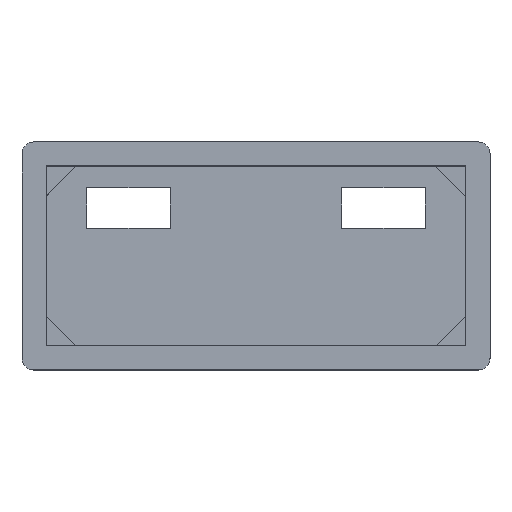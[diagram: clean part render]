
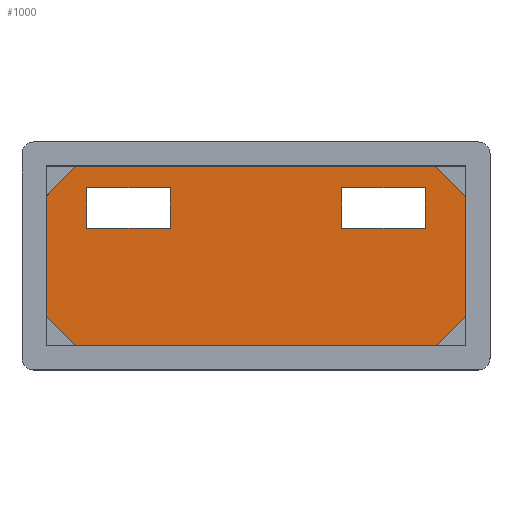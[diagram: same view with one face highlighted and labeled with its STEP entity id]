
A CAD part, top view. The second image highlights one B-rep face of the part: STEP entity #1000.
In plain terms, the highlighted planar face has unit normal (0, 0, 1).
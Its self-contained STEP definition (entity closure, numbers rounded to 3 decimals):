
#26=FACE_BOUND('',#172,.T.);
#27=FACE_BOUND('',#173,.T.);
#46=PLANE('',#1101);
#109=FACE_OUTER_BOUND('',#171,.T.);
#171=EDGE_LOOP('',(#838,#839,#840,#841));
#172=EDGE_LOOP('',(#842,#843,#844,#845));
#173=EDGE_LOOP('',(#846,#847,#848,#849));
#239=LINE('',#1557,#351);
#242=LINE('',#1562,#354);
#248=LINE('',#1583,#360);
#251=LINE('',#1588,#363);
#252=LINE('',#1591,#364);
#254=LINE('',#1594,#366);
#255=LINE('',#1597,#367);
#257=LINE('',#1600,#369);
#258=LINE('',#1604,#370);
#259=LINE('',#1606,#371);
#260=LINE('',#1608,#372);
#261=LINE('',#1609,#373);
#351=VECTOR('',#1279,10.);
#354=VECTOR('',#1284,10.);
#360=VECTOR('',#1308,10.);
#363=VECTOR('',#1313,10.);
#364=VECTOR('',#1316,10.);
#366=VECTOR('',#1320,10.);
#367=VECTOR('',#1323,10.);
#369=VECTOR('',#1327,10.);
#370=VECTOR('',#1330,10.);
#371=VECTOR('',#1331,10.);
#372=VECTOR('',#1332,10.);
#373=VECTOR('',#1333,10.);
#478=VERTEX_POINT('',#1554);
#479=VERTEX_POINT('',#1556);
#480=VERTEX_POINT('',#1560);
#485=VERTEX_POINT('',#1580);
#486=VERTEX_POINT('',#1582);
#487=VERTEX_POINT('',#1586);
#488=VERTEX_POINT('',#1590);
#489=VERTEX_POINT('',#1596);
#490=VERTEX_POINT('',#1602);
#491=VERTEX_POINT('',#1603);
#492=VERTEX_POINT('',#1605);
#493=VERTEX_POINT('',#1607);
#591=EDGE_CURVE('',#479,#478,#239,.T.);
#594=EDGE_CURVE('',#478,#480,#242,.T.);
#604=EDGE_CURVE('',#486,#485,#248,.T.);
#607=EDGE_CURVE('',#485,#487,#251,.T.);
#608=EDGE_CURVE('',#488,#486,#252,.T.);
#610=EDGE_CURVE('',#487,#488,#254,.T.);
#611=EDGE_CURVE('',#489,#479,#255,.T.);
#613=EDGE_CURVE('',#480,#489,#257,.T.);
#614=EDGE_CURVE('',#490,#491,#258,.T.);
#615=EDGE_CURVE('',#492,#490,#259,.T.);
#616=EDGE_CURVE('',#493,#492,#260,.T.);
#617=EDGE_CURVE('',#491,#493,#261,.T.);
#838=ORIENTED_EDGE('',*,*,#614,.F.);
#839=ORIENTED_EDGE('',*,*,#615,.F.);
#840=ORIENTED_EDGE('',*,*,#616,.F.);
#841=ORIENTED_EDGE('',*,*,#617,.F.);
#842=ORIENTED_EDGE('',*,*,#594,.T.);
#843=ORIENTED_EDGE('',*,*,#613,.T.);
#844=ORIENTED_EDGE('',*,*,#611,.T.);
#845=ORIENTED_EDGE('',*,*,#591,.T.);
#846=ORIENTED_EDGE('',*,*,#604,.T.);
#847=ORIENTED_EDGE('',*,*,#607,.T.);
#848=ORIENTED_EDGE('',*,*,#610,.T.);
#849=ORIENTED_EDGE('',*,*,#608,.T.);
#1000=ADVANCED_FACE('',(#109,#26,#27),#46,.T.);
#1101=AXIS2_PLACEMENT_3D('',#1601,#1328,#1329);
#1279=DIRECTION('',(1.,0.,0.));
#1284=DIRECTION('',(0.,-1.,0.));
#1308=DIRECTION('',(1.,0.,0.));
#1313=DIRECTION('',(0.,-1.,0.));
#1316=DIRECTION('',(0.,1.,0.));
#1320=DIRECTION('',(-1.,0.,0.));
#1323=DIRECTION('',(0.,1.,0.));
#1327=DIRECTION('',(-1.,0.,0.));
#1328=DIRECTION('center_axis',(0.,0.,1.));
#1329=DIRECTION('ref_axis',(1.,0.,0.));
#1330=DIRECTION('',(-1.,0.,0.));
#1331=DIRECTION('',(0.,-1.,0.));
#1332=DIRECTION('',(1.,0.,0.));
#1333=DIRECTION('',(0.,1.,0.));
#1554=CARTESIAN_POINT('',(14.1,-1.8,-4.));
#1556=CARTESIAN_POINT('',(7.15,-1.8,-4.));
#1557=CARTESIAN_POINT('',(14.1,-1.8,-4.));
#1560=CARTESIAN_POINT('',(14.1,-5.2,-4.));
#1562=CARTESIAN_POINT('',(14.1,-5.2,-4.));
#1580=CARTESIAN_POINT('',(-7.15,-1.8,-4.));
#1582=CARTESIAN_POINT('',(-14.1,-1.8,-4.));
#1583=CARTESIAN_POINT('',(-7.15,-1.8,-4.));
#1586=CARTESIAN_POINT('',(-7.15,-5.2,-4.));
#1588=CARTESIAN_POINT('',(-7.15,-5.2,-4.));
#1590=CARTESIAN_POINT('',(-14.1,-5.2,-4.));
#1591=CARTESIAN_POINT('',(-14.1,-1.8,-4.));
#1594=CARTESIAN_POINT('',(-14.1,-5.2,-4.));
#1596=CARTESIAN_POINT('',(7.15,-5.2,-4.));
#1597=CARTESIAN_POINT('',(7.15,-1.8,-4.));
#1600=CARTESIAN_POINT('',(7.15,-5.2,-4.));
#1601=CARTESIAN_POINT('Origin',(0.,-7.5,-4.));
#1602=CARTESIAN_POINT('',(17.5,-15.,-4.));
#1603=CARTESIAN_POINT('',(-17.5,-15.,-4.));
#1604=CARTESIAN_POINT('',(8.75,-15.,-4.));
#1605=CARTESIAN_POINT('',(17.5,0.,-4.));
#1606=CARTESIAN_POINT('',(17.5,-3.75,-4.));
#1607=CARTESIAN_POINT('',(-17.5,0.,-4.));
#1608=CARTESIAN_POINT('',(-8.75,0.,-4.));
#1609=CARTESIAN_POINT('',(-17.5,-11.25,-4.));
